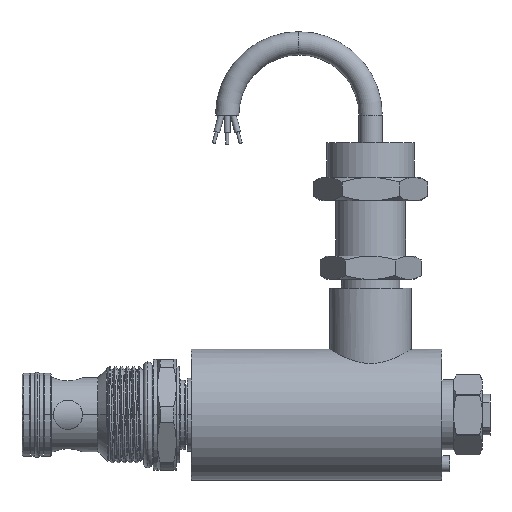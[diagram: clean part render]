
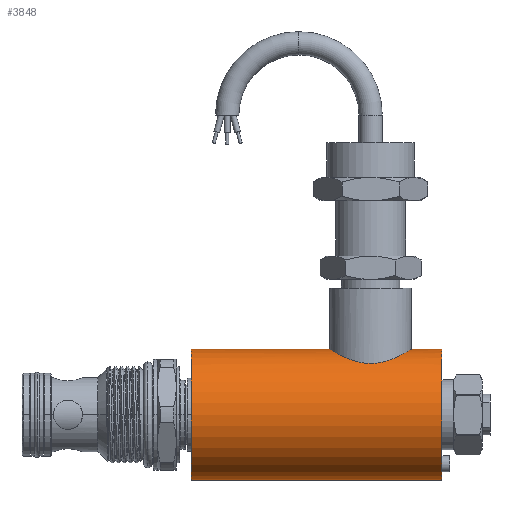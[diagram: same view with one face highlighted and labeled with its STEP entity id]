
A CAD part, front view. The second image highlights one B-rep face of the part: STEP entity #3848.
In plain terms, the highlighted cylindrical face has radius 22.5 mm (diameter 45 mm), a partial arc.
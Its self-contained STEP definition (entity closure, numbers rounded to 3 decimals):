
#98 = LINE ( 'NONE', #10042, #7558 ) ;
#121 = AXIS2_PLACEMENT_3D ( 'NONE', #9070, #5075, #4220 ) ;
#341 = CARTESIAN_POINT ( 'NONE',  ( 83.293, -12.54, 18.687 ) ) ;
#373 = CARTESIAN_POINT ( 'NONE',  ( 68.816, -11.367, 19.419 ) ) ;
#386 = CARTESIAN_POINT ( 'NONE',  ( 15.5, 0., 0. ) ) ;
#445 = CARTESIAN_POINT ( 'NONE',  ( 63.751, -4.617, 22.038 ) ) ;
#486 = CARTESIAN_POINT ( 'NONE',  ( 80.268, -13.621, 17.909 ) ) ;
#509 = ORIENTED_EDGE ( 'NONE', *, *, #8804, .F. ) ;
#550 = VERTEX_POINT ( 'NONE', #719 ) ;
#575 = EDGE_CURVE ( 'NONE', #4856, #7317, #9514, .T. ) ;
#719 = CARTESIAN_POINT ( 'NONE',  ( 101.5, 0., -22.5 ) ) ;
#867 = VERTEX_POINT ( 'NONE', #4683 ) ;
#1007 = EDGE_CURVE ( 'NONE', #7317, #2626, #5074, .T. ) ;
#1128 = EDGE_CURVE ( 'NONE', #867, #2626, #1452, .T. ) ;
#1140 = CARTESIAN_POINT ( 'NONE',  ( 90.905, -1.876, 22.441 ) ) ;
#1179 = CARTESIAN_POINT ( 'NONE',  ( 67.768, -10.534, 19.884 ) ) ;
#1213 = CARTESIAN_POINT ( 'NONE',  ( 64.925, -7.1, 21.354 ) ) ;
#1251 = CARTESIAN_POINT ( 'NONE',  ( 63.121, -1.898, 22.425 ) ) ;
#1405 = DIRECTION ( 'NONE',  ( 0., 0., 1. ) ) ;
#1452 = B_SPLINE_CURVE_WITH_KNOTS ( 'NONE', 3,
 ( #4434, #5962, #1140, #6001, #5080, #6655, #8412, #8315, #1947, #5917, #5217, #4292, #9170, #9925, #6692, #2777, #9211, #3555, #341, #6031, #7501, #1906, #486, #6759, #5179, #1978, #2812, #7571, #7607, #9130, #7469, #4329, #10026, #9960, #5111, #8377, #2050, #373, #2705, #1179, #6728, #7532, #4361, #9250, #1213, #8345, #3587, #445, #2011, #9989, #1251, #5142, #6796, #2852 ),
 .UNSPECIFIED., .F., .F.,
 ( 4, 2, 2, 2, 2, 2, 2, 2, 2, 2, 2, 2, 2, 2, 2, 2, 2, 2, 2, 2, 2, 2, 2, 2, 2, 2, 4 ),
 ( 0.045, 0.048, 0.049, 0.051, 0.052, 0.053, 0.056, 0.058, 0.059, 0.062, 0.063, 0.065, 0.066, 0.067, 0.069, 0.07, 0.073, 0.075, 0.076, 0.077, 0.079, 0.082, 0.083, 0.084, 0.087, 0.089, 0.09 ),
 .UNSPECIFIED. ) ;
#1645 = CARTESIAN_POINT ( 'NONE',  ( 63., 0., 22.5 ) ) ;
#1906 = CARTESIAN_POINT ( 'NONE',  ( 80.715, -13.506, 17.996 ) ) ;
#1947 = CARTESIAN_POINT ( 'NONE',  ( 89.516, -6.289, 21.607 ) ) ;
#1978 = CARTESIAN_POINT ( 'NONE',  ( 77.947, -13.976, 17.633 ) ) ;
#2011 = CARTESIAN_POINT ( 'NONE',  ( 63.476, -3.739, 22.206 ) ) ;
#2050 = CARTESIAN_POINT ( 'NONE',  ( 69.557, -11.866, 19.119 ) ) ;
#2054 = CIRCLE ( 'NONE', #121, 22.5 ) ;
#2626 = VERTEX_POINT ( 'NONE', #1645 ) ;
#2636 = DIRECTION ( 'NONE',  ( 1., 0., 0. ) ) ;
#2705 = CARTESIAN_POINT ( 'NONE',  ( 68.458, -11.101, 19.573 ) ) ;
#2728 = AXIS2_PLACEMENT_3D ( 'NONE', #10190, #3829, #9423 ) ;
#2777 = CARTESIAN_POINT ( 'NONE',  ( 85.541, -11.101, 19.573 ) ) ;
#2812 = CARTESIAN_POINT ( 'NONE',  ( 77.476, -14., 17.614 ) ) ;
#2838 = EDGE_CURVE ( 'NONE', #4856, #550, #98, .T. ) ;
#2852 = CARTESIAN_POINT ( 'NONE',  ( 63., 0., 22.5 ) ) ;
#3445 = CARTESIAN_POINT ( 'NONE',  ( 15.5, 0., 22.5 ) ) ;
#3555 = CARTESIAN_POINT ( 'NONE',  ( 84.079, -12.111, 18.971 ) ) ;
#3573 = ORIENTED_EDGE ( 'NONE', *, *, #575, .F. ) ;
#3587 = CARTESIAN_POINT ( 'NONE',  ( 64.287, -5.881, 21.722 ) ) ;
#3829 = DIRECTION ( 'NONE',  ( -1., 0., 0. ) ) ;
#3848 = ADVANCED_FACE ( 'NONE', ( #4713 ), #7444, .T. ) ;
#3947 = VECTOR ( 'NONE', #5299, 1000. ) ;
#4165 = ORIENTED_EDGE ( 'NONE', *, *, #1128, .T. ) ;
#4196 = CARTESIAN_POINT ( 'NONE',  ( 101.5, 0., 22.5 ) ) ;
#4220 = DIRECTION ( 'NONE',  ( 0., 0., 1. ) ) ;
#4287 = LINE ( 'NONE', #8458, #3947 ) ;
#4292 = CARTESIAN_POINT ( 'NONE',  ( 88.083, -8.602, 20.806 ) ) ;
#4329 = CARTESIAN_POINT ( 'NONE',  ( 73.288, -13.532, 17.978 ) ) ;
#4361 = CARTESIAN_POINT ( 'NONE',  ( 65.918, -8.602, 20.806 ) ) ;
#4434 = CARTESIAN_POINT ( 'NONE',  ( 91., 0., 22.5 ) ) ;
#4437 = ORIENTED_EDGE ( 'NONE', *, *, #6191, .F. ) ;
#4683 = CARTESIAN_POINT ( 'NONE',  ( 91., 0., 22.5 ) ) ;
#4696 = VERTEX_POINT ( 'NONE', #4196 ) ;
#4713 = FACE_OUTER_BOUND ( 'NONE', #5777, .T. ) ;
#4856 = VERTEX_POINT ( 'NONE', #10007 ) ;
#5074 = LINE ( 'NONE', #3445, #6452 ) ;
#5075 = DIRECTION ( 'NONE',  ( 1., 0., 0. ) ) ;
#5080 = CARTESIAN_POINT ( 'NONE',  ( 90.507, -3.712, 22.196 ) ) ;
#5111 = CARTESIAN_POINT ( 'NONE',  ( 70.734, -12.528, 18.691 ) ) ;
#5142 = CARTESIAN_POINT ( 'NONE',  ( 63.024, -0.952, 22.485 ) ) ;
#5179 = CARTESIAN_POINT ( 'NONE',  ( 78.892, -13.88, 17.709 ) ) ;
#5217 = CARTESIAN_POINT ( 'NONE',  ( 88.842, -7.482, 21.223 ) ) ;
#5299 = DIRECTION ( 'NONE',  ( 1., 0., 0. ) ) ;
#5777 = EDGE_LOOP ( 'NONE', ( #3573, #9935, #509, #4437, #4165, #6592 ) ) ;
#5917 = CARTESIAN_POINT ( 'NONE',  ( 89.08, -7.091, 21.358 ) ) ;
#5962 = CARTESIAN_POINT ( 'NONE',  ( 91., -0.944, 22.5 ) ) ;
#6001 = CARTESIAN_POINT ( 'NONE',  ( 90.625, -3.254, 22.268 ) ) ;
#6031 = CARTESIAN_POINT ( 'NONE',  ( 82.026, -13.075, 18.313 ) ) ;
#6173 = AXIS2_PLACEMENT_3D ( 'NONE', #386, #7581, #1405 ) ;
#6191 = EDGE_CURVE ( 'NONE', #867, #4696, #4287, .T. ) ;
#6452 = VECTOR ( 'NONE', #2636, 1000. ) ;
#6592 = ORIENTED_EDGE ( 'NONE', *, *, #1007, .F. ) ;
#6655 = CARTESIAN_POINT ( 'NONE',  ( 90.231, -4.6, 22.029 ) ) ;
#6672 = DIRECTION ( 'NONE',  ( 1., 0., 0. ) ) ;
#6692 = CARTESIAN_POINT ( 'NONE',  ( 86.231, -10.535, 19.884 ) ) ;
#6728 = CARTESIAN_POINT ( 'NONE',  ( 67.434, -10.232, 20.042 ) ) ;
#6759 = CARTESIAN_POINT ( 'NONE',  ( 79.357, -13.808, 17.765 ) ) ;
#6796 = CARTESIAN_POINT ( 'NONE',  ( 63., -0.475, 22.5 ) ) ;
#7317 = VERTEX_POINT ( 'NONE', #8217 ) ;
#7444 = CYLINDRICAL_SURFACE ( 'NONE', #6173, 22.5 ) ;
#7469 = CARTESIAN_POINT ( 'NONE',  ( 74.669, -13.813, 17.762 ) ) ;
#7501 = CARTESIAN_POINT ( 'NONE',  ( 81.593, -13.233, 18.198 ) ) ;
#7532 = CARTESIAN_POINT ( 'NONE',  ( 66.485, -9.286, 20.506 ) ) ;
#7558 = VECTOR ( 'NONE', #6672, 1000. ) ;
#7571 = CARTESIAN_POINT ( 'NONE',  ( 76.537, -14., 17.614 ) ) ;
#7581 = DIRECTION ( 'NONE',  ( 1., 0., 0. ) ) ;
#7607 = CARTESIAN_POINT ( 'NONE',  ( 76.069, -13.977, 17.632 ) ) ;
#8217 = CARTESIAN_POINT ( 'NONE',  ( 15.5, 0., 22.5 ) ) ;
#8315 = CARTESIAN_POINT ( 'NONE',  ( 89.715, -5.877, 21.723 ) ) ;
#8345 = CARTESIAN_POINT ( 'NONE',  ( 64.487, -6.295, 21.606 ) ) ;
#8377 = CARTESIAN_POINT ( 'NONE',  ( 69.94, -12.098, 18.972 ) ) ;
#8412 = CARTESIAN_POINT ( 'NONE',  ( 90.072, -5.033, 21.934 ) ) ;
#8458 = CARTESIAN_POINT ( 'NONE',  ( 15.5, 0., 22.5 ) ) ;
#8804 = EDGE_CURVE ( 'NONE', #4696, #550, #2054, .T. ) ;
#9070 = CARTESIAN_POINT ( 'NONE',  ( 101.5, 0., 0. ) ) ;
#9130 = CARTESIAN_POINT ( 'NONE',  ( 75.136, -13.883, 17.706 ) ) ;
#9170 = CARTESIAN_POINT ( 'NONE',  ( 87.514, -9.288, 20.506 ) ) ;
#9211 = CARTESIAN_POINT ( 'NONE',  ( 85.185, -11.367, 19.42 ) ) ;
#9250 = CARTESIAN_POINT ( 'NONE',  ( 65.161, -7.487, 21.222 ) ) ;
#9423 = DIRECTION ( 'NONE',  ( 0., 0., -1. ) ) ;
#9514 = CIRCLE ( 'NONE', #2728, 22.5 ) ;
#9925 = CARTESIAN_POINT ( 'NONE',  ( 86.564, -10.233, 20.041 ) ) ;
#9935 = ORIENTED_EDGE ( 'NONE', *, *, #2838, .T. ) ;
#9960 = CARTESIAN_POINT ( 'NONE',  ( 71.147, -12.726, 18.556 ) ) ;
#9989 = CARTESIAN_POINT ( 'NONE',  ( 63.194, -2.367, 22.38 ) ) ;
#10007 = CARTESIAN_POINT ( 'NONE',  ( 15.5, 0., -22.5 ) ) ;
#10026 = CARTESIAN_POINT ( 'NONE',  ( 72.41, -13.258, 18.184 ) ) ;
#10042 = CARTESIAN_POINT ( 'NONE',  ( 15.5, 0., -22.5 ) ) ;
#10190 = CARTESIAN_POINT ( 'NONE',  ( 15.5, 0., 0. ) ) ;
